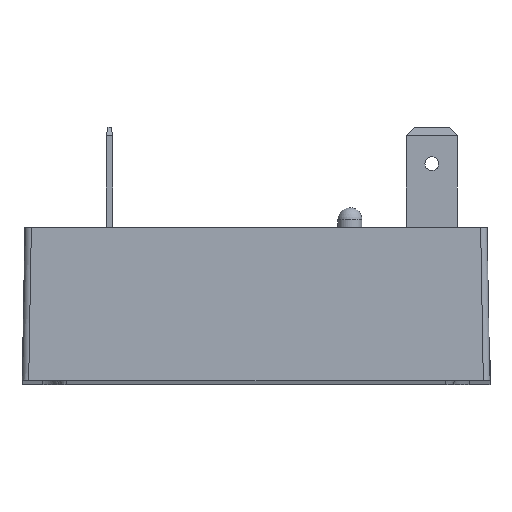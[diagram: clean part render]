
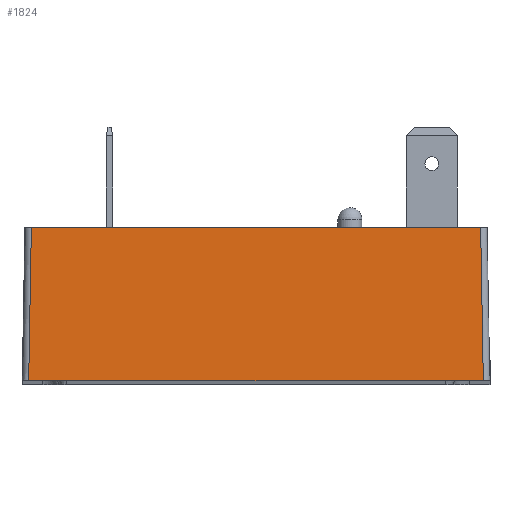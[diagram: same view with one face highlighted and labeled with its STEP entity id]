
A CAD part, front view. The second image highlights one B-rep face of the part: STEP entity #1824.
In plain terms, the highlighted planar face has unit normal (0, -1, 0.018).
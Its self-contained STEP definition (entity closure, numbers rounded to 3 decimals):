
#152=FACE_OUTER_BOUND('',#254,.T.);
#254=EDGE_LOOP('',(#1434,#1435,#1436,#1437));
#406=LINE('',#2787,#606);
#427=LINE('',#2841,#627);
#442=LINE('',#2873,#642);
#443=LINE('',#2875,#643);
#606=VECTOR('',#2283,1.);
#627=VECTOR('',#2332,1.);
#642=VECTOR('',#2353,1.);
#643=VECTOR('',#2356,1.);
#794=VERTEX_POINT('',#2784);
#795=VERTEX_POINT('',#2786);
#813=VERTEX_POINT('',#2838);
#814=VERTEX_POINT('',#2840);
#998=EDGE_CURVE('',#794,#795,#406,.T.);
#1026=EDGE_CURVE('',#814,#813,#427,.T.);
#1043=EDGE_CURVE('',#814,#794,#442,.T.);
#1044=EDGE_CURVE('',#795,#813,#443,.T.);
#1434=ORIENTED_EDGE('',*,*,#1043,.F.);
#1435=ORIENTED_EDGE('',*,*,#1026,.T.);
#1436=ORIENTED_EDGE('',*,*,#1044,.F.);
#1437=ORIENTED_EDGE('',*,*,#998,.F.);
#1644=PLANE('',#1976);
#1824=ADVANCED_FACE('',(#152),#1644,.T.);
#1976=AXIS2_PLACEMENT_3D('',#2874,#2354,#2355);
#2283=DIRECTION('',(-1.,0.,0.));
#2332=DIRECTION('',(-1.,0.,0.));
#2353=DIRECTION('',(0.017,-0.017,-1.));
#2354=DIRECTION('center_axis',(0.,-1.,0.017));
#2355=DIRECTION('ref_axis',(0.,-0.017,-1.));
#2356=DIRECTION('',(0.017,0.017,1.));
#2784=CARTESIAN_POINT('',(102.556,-1.691,6.5));
#2786=CARTESIAN_POINT('',(46.155,-1.691,6.5));
#2787=CARTESIAN_POINT('',(103.355,-1.691,6.5));
#2838=CARTESIAN_POINT('',(46.487,-1.359,25.5));
#2840=CARTESIAN_POINT('',(102.224,-1.359,25.5));
#2841=CARTESIAN_POINT('',(103.355,-1.359,25.5));
#2873=CARTESIAN_POINT('',(102.549,-1.684,6.872));
#2874=CARTESIAN_POINT('Origin',(103.355,-1.691,6.5));
#2875=CARTESIAN_POINT('',(46.164,-1.682,6.992));
